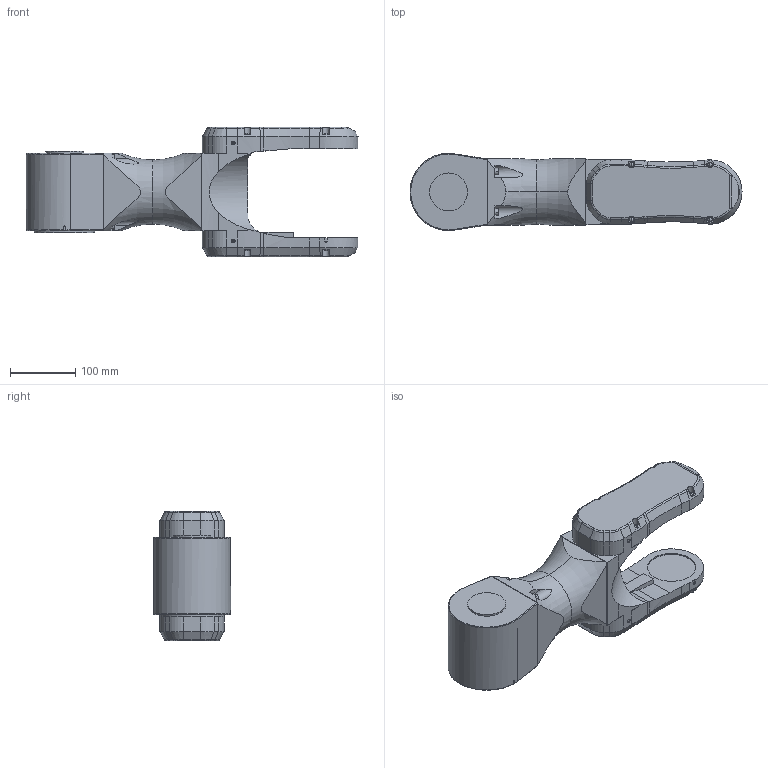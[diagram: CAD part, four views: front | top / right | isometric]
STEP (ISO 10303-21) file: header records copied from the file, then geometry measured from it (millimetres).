
FILE_DESCRIPTION((''),'2;1');
FILE_NAME('_J2_C4_900','2019-08-25T11:00:57',('arco0'),(''),'CREO PARAMETRIC BY PTC INC, 2018420','CREO PARAMETRIC BY PTC INC, 2018420','');
FILE_SCHEMA(('AUTOMOTIVE_DESIGN { 1 0 10303 214 1 1 1 1 }'));
Length unit declared in the file: millimetre
Products named in the file (1): _J2_C4_900
Bounding box: 508 x 118 x 198 mm (x, y, z)
Volume: 4915462.4 mm3; surface area: 255629 mm2
Topology: 1 solids, 1 shells, 382 faces, 1023 edges, 642 vertices
Faces by surface type: plane 168, cylinder 114, cone 49, torus 35, sphere 16
Entity records: 15269 total; most frequent: CARTESIAN_POINT 3265, ORIENTED_EDGE 1990, DIRECTION 1893, EDGE_CURVE 995, AXIS2_PLACEMENT_3D 724, VERTEX_POINT 642, VECTOR 445, LINE 445
